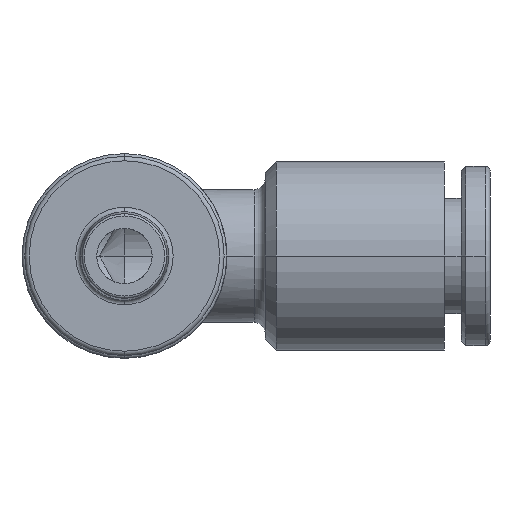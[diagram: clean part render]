
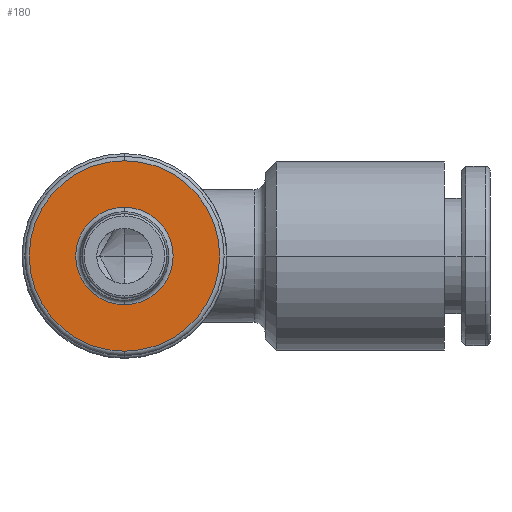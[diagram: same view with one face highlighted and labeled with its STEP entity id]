
A CAD part, front view. The second image highlights one B-rep face of the part: STEP entity #180.
In plain terms, the highlighted planar face has unit normal (0, -1, 0).
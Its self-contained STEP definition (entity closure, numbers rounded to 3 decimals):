
#180=ADVANCED_FACE('',(#479,#480),#481,.T.);
#479=FACE_OUTER_BOUND('',#794,.T.);
#480=FACE_BOUND('',#795,.T.);
#481=PLANE('',#796);
#794=EDGE_LOOP('',(#1837,#1838,#1839));
#795=EDGE_LOOP('',(#1840,#1841,#1842));
#796=AXIS2_PLACEMENT_3D('',#1843,#1844,#1845);
#1837=ORIENTED_EDGE('',*,*,#2277,.F.);
#1838=ORIENTED_EDGE('',*,*,#2278,.F.);
#1839=ORIENTED_EDGE('',*,*,#2012,.F.);
#1840=ORIENTED_EDGE('',*,*,#2019,.T.);
#1841=ORIENTED_EDGE('',*,*,#2276,.T.);
#1842=ORIENTED_EDGE('',*,*,#2020,.T.);
#1843=CARTESIAN_POINT('',(-3.25,15.488,0.0));
#1844=DIRECTION('',(0.0,-1.0,-0.0));
#1845=DIRECTION('',(1.0,0.0,0.0));
#2012=EDGE_CURVE('',#2401,#2403,#2404,.T.);
#2019=EDGE_CURVE('',#2417,#2415,#2418,.T.);
#2020=EDGE_CURVE('',#2409,#2417,#2419,.T.);
#2276=EDGE_CURVE('',#2415,#2409,#2825,.T.);
#2277=EDGE_CURVE('',#2826,#2401,#2827,.T.);
#2278=EDGE_CURVE('',#2403,#2826,#2828,.T.);
#2401=VERTEX_POINT('',#3000);
#2403=VERTEX_POINT('',#3002);
#2404=CIRCLE('',#3003,4.3);
#2409=VERTEX_POINT('',#3008);
#2415=VERTEX_POINT('',#3014);
#2417=VERTEX_POINT('',#3016);
#2418=CIRCLE('',#3017,2.2);
#2419=CIRCLE('',#3018,2.2);
#2825=CIRCLE('',#3840,2.2);
#2826=VERTEX_POINT('',#3841);
#2827=CIRCLE('',#3842,4.3);
#2828=CIRCLE('',#3843,4.3);
#3000=CARTESIAN_POINT('',(0.,15.488,4.3));
#3002=CARTESIAN_POINT('',(0.,15.488,-4.3));
#3003=AXIS2_PLACEMENT_3D('',#4011,#4012,#4013);
#3008=CARTESIAN_POINT('',(0.,15.488,-2.2));
#3014=CARTESIAN_POINT('',(0.,15.488,2.2));
#3016=CARTESIAN_POINT('',(-2.2,15.488,0.0));
#3017=AXIS2_PLACEMENT_3D('',#4032,#4033,#4034);
#3018=AXIS2_PLACEMENT_3D('',#4035,#4036,#4037);
#3840=AXIS2_PLACEMENT_3D('',#4567,#4568,#4569);
#3841=CARTESIAN_POINT('',(-4.3,15.488,0.0));
#3842=AXIS2_PLACEMENT_3D('',#4570,#4571,#4572);
#3843=AXIS2_PLACEMENT_3D('',#4573,#4574,#4575);
#4011=CARTESIAN_POINT('',(0.0,15.488,0.0));
#4012=DIRECTION('',(0.0,1.0,0.0));
#4013=DIRECTION('',(-1.0,0.0,0.0));
#4032=CARTESIAN_POINT('',(0.0,15.488,0.0));
#4033=DIRECTION('',(0.0,1.0,0.0));
#4034=DIRECTION('',(-1.0,0.0,0.0));
#4035=CARTESIAN_POINT('',(0.0,15.488,0.0));
#4036=DIRECTION('',(0.0,1.0,0.0));
#4037=DIRECTION('',(-1.0,0.0,0.0));
#4567=CARTESIAN_POINT('',(0.0,15.488,0.0));
#4568=DIRECTION('',(0.0,1.0,0.0));
#4569=DIRECTION('',(-1.0,0.0,0.0));
#4570=CARTESIAN_POINT('',(0.0,15.488,0.0));
#4571=DIRECTION('',(0.0,1.0,0.0));
#4572=DIRECTION('',(-1.0,0.0,0.0));
#4573=CARTESIAN_POINT('',(0.0,15.488,0.0));
#4574=DIRECTION('',(0.0,1.0,0.0));
#4575=DIRECTION('',(-1.0,0.0,0.0));
